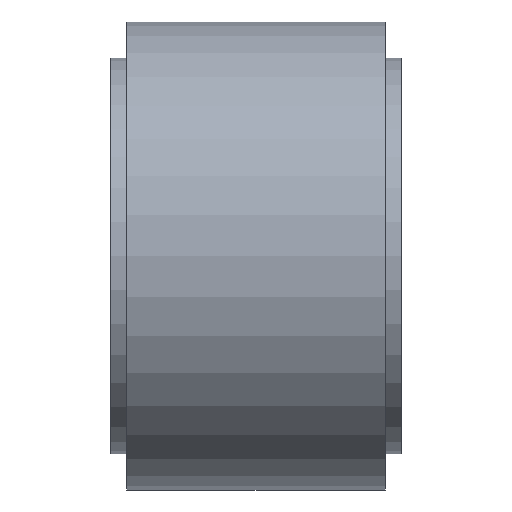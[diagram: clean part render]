
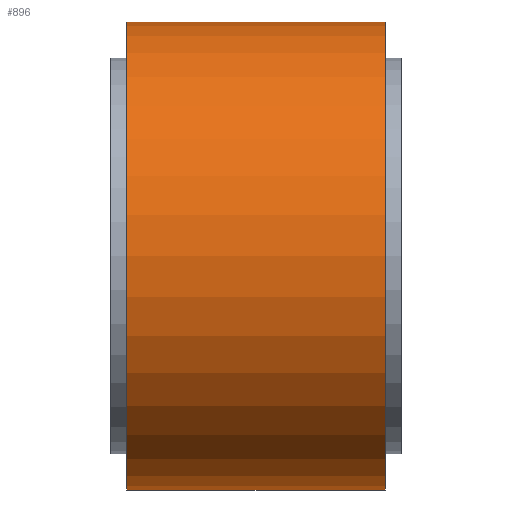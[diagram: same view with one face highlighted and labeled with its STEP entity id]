
A CAD part, front view. The second image highlights one B-rep face of the part: STEP entity #896.
In plain terms, the highlighted cylindrical face has radius 29 mm (diameter 58 mm), a full revolution.
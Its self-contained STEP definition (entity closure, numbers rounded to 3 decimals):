
#129=FACE_OUTER_BOUND('',#207,.T.);
#207=EDGE_LOOP('',(#816,#817,#818,#819));
#250=CIRCLE('',#1004,29.);
#251=CIRCLE('',#1005,29.);
#311=LINE('',#1851,#371);
#371=VECTOR('',#1250,29.);
#468=VERTEX_POINT('',#1848);
#469=VERTEX_POINT('',#1850);
#585=EDGE_CURVE('',#468,#468,#250,.T.);
#586=EDGE_CURVE('',#468,#469,#311,.T.);
#587=EDGE_CURVE('',#469,#469,#251,.T.);
#816=ORIENTED_EDGE('',*,*,#585,.F.);
#817=ORIENTED_EDGE('',*,*,#586,.T.);
#818=ORIENTED_EDGE('',*,*,#587,.F.);
#819=ORIENTED_EDGE('',*,*,#586,.F.);
#846=CYLINDRICAL_SURFACE('',#1003,29.);
#896=ADVANCED_FACE('',(#129),#846,.T.);
#1003=AXIS2_PLACEMENT_3D('',#1847,#1246,#1247);
#1004=AXIS2_PLACEMENT_3D('',#1849,#1248,#1249);
#1005=AXIS2_PLACEMENT_3D('',#1852,#1251,#1252);
#1246=DIRECTION('center_axis',(1.,0.,0.));
#1247=DIRECTION('ref_axis',(0.,0.,
1.));
#1248=DIRECTION('center_axis',(1.,0.,0.));
#1249=DIRECTION('ref_axis',(0.,0.,
1.));
#1250=DIRECTION('',(-1.,0.,0.));
#1251=DIRECTION('center_axis',(-1.,0.,0.));
#1252=DIRECTION('ref_axis',(0.,0.,
1.));
#1847=CARTESIAN_POINT('Origin',(-92.,27.,-66.));
#1848=CARTESIAN_POINT('',(-60.,27.,-95.));
#1849=CARTESIAN_POINT('Origin',(-60.,27.,-66.));
#1850=CARTESIAN_POINT('',(-92.,27.,-95.));
#1851=CARTESIAN_POINT('',(-92.,27.,-95.));
#1852=CARTESIAN_POINT('Origin',(-92.,27.,-66.));
